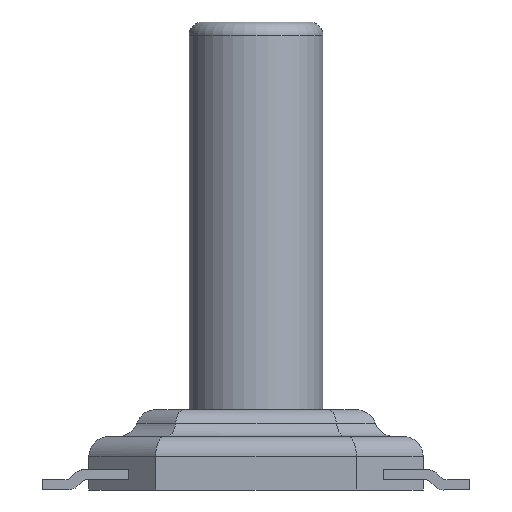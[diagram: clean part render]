
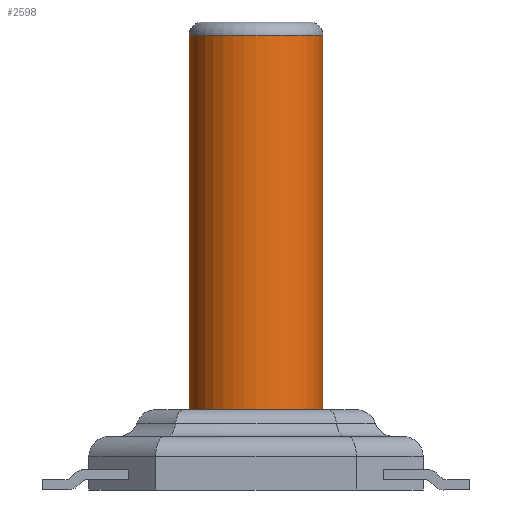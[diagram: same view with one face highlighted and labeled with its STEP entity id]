
A CAD part, front view. The second image highlights one B-rep face of the part: STEP entity #2598.
In plain terms, the highlighted cylindrical face has radius 1 mm (diameter 2 mm), a partial arc.
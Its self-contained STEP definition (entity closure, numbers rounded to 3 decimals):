
#87 = CARTESIAN_POINT ( 'NONE',  ( 0., 0., 1.2 ) ) ;
#127 = CARTESIAN_POINT ( 'NONE',  ( 1., 0., 1.2 ) ) ;
#229 = EDGE_CURVE ( 'NONE', #2239, #2178, #2792, .T. ) ;
#236 = VERTEX_POINT ( 'NONE', #127 ) ;
#472 = ORIENTED_EDGE ( 'NONE', *, *, #494, .T. ) ;
#494 = EDGE_CURVE ( 'NONE', #965, #236, #1300, .T. ) ;
#533 = LINE ( 'NONE', #1029, #2253 ) ;
#594 = CARTESIAN_POINT ( 'NONE',  ( -1., 0., 16.828 ) ) ;
#632 = VECTOR ( 'NONE', #1046, 1000. ) ;
#860 = DIRECTION ( 'NONE',  ( 0., 0., -1. ) ) ;
#965 = VERTEX_POINT ( 'NONE', #2681 ) ;
#1029 = CARTESIAN_POINT ( 'NONE',  ( 1., 0., 16.828 ) ) ;
#1046 = DIRECTION ( 'NONE',  ( 0., 0., -1. ) ) ;
#1109 = AXIS2_PLACEMENT_3D ( 'NONE', #87, #2073, #1621 ) ;
#1287 = EDGE_CURVE ( 'NONE', #2178, #965, #1421, .T. ) ;
#1299 = AXIS2_PLACEMENT_3D ( 'NONE', #1710, #1696, #1935 ) ;
#1300 = CIRCLE ( 'NONE', #1109, 1. ) ;
#1357 = CARTESIAN_POINT ( 'NONE',  ( -1., 0., 6.8 ) ) ;
#1395 = AXIS2_PLACEMENT_3D ( 'NONE', #1711, #860, #1731 ) ;
#1421 = LINE ( 'NONE', #594, #632 ) ;
#1555 = CYLINDRICAL_SURFACE ( 'NONE', #1299, 1. ) ;
#1587 = CARTESIAN_POINT ( 'NONE',  ( 1., 0., 6.8 ) ) ;
#1619 = ORIENTED_EDGE ( 'NONE', *, *, #229, .T. ) ;
#1621 = DIRECTION ( 'NONE',  ( 1., 0., 0. ) ) ;
#1645 = FACE_OUTER_BOUND ( 'NONE', #2428, .T. ) ;
#1696 = DIRECTION ( 'NONE',  ( 0., 0., -1. ) ) ;
#1710 = CARTESIAN_POINT ( 'NONE',  ( 0., 0., 16.828 ) ) ;
#1711 = CARTESIAN_POINT ( 'NONE',  ( 0., 0., 6.8 ) ) ;
#1731 = DIRECTION ( 'NONE',  ( 1., 0., 0. ) ) ;
#1876 = DIRECTION ( 'NONE',  ( 0., 0., -1. ) ) ;
#1935 = DIRECTION ( 'NONE',  ( -1., 0., 0. ) ) ;
#2073 = DIRECTION ( 'NONE',  ( 0., 0., 1. ) ) ;
#2178 = VERTEX_POINT ( 'NONE', #1357 ) ;
#2239 = VERTEX_POINT ( 'NONE', #1587 ) ;
#2253 = VECTOR ( 'NONE', #1876, 1000. ) ;
#2428 = EDGE_LOOP ( 'NONE', ( #2849, #1619, #2554, #472 ) ) ;
#2440 = EDGE_CURVE ( 'NONE', #2239, #236, #533, .T. ) ;
#2554 = ORIENTED_EDGE ( 'NONE', *, *, #1287, .T. ) ;
#2598 = ADVANCED_FACE ( 'NONE', ( #1645 ), #1555, .T. ) ;
#2681 = CARTESIAN_POINT ( 'NONE',  ( -1., 0., 1.2 ) ) ;
#2792 = CIRCLE ( 'NONE', #1395, 1. ) ;
#2849 = ORIENTED_EDGE ( 'NONE', *, *, #2440, .F. ) ;
